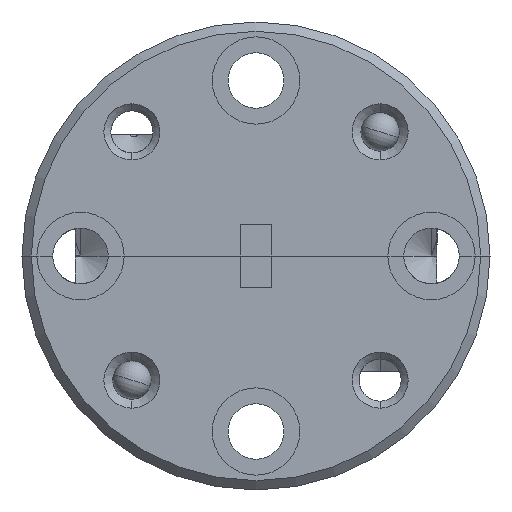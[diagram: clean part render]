
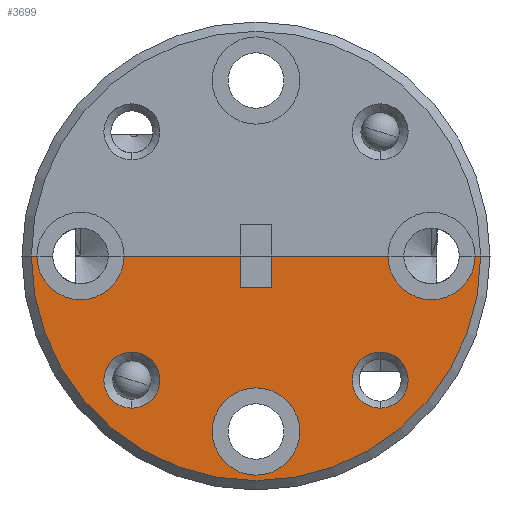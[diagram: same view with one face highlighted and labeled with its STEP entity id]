
A CAD part, left-side view. The second image highlights one B-rep face of the part: STEP entity #3699.
In plain terms, the highlighted planar face has unit normal (-1, 0, 0).
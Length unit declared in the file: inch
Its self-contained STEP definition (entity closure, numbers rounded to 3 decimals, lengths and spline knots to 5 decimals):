
#132 = LINE ( 'NONE', #12452, #10370 ) ;
#171 = DIRECTION ( 'NONE',  ( -1., 0., 0. ) ) ;
#423 = CARTESIAN_POINT ( 'NONE',  ( -0.375, -0.07, -0.28125 ) ) ;
#628 = EDGE_CURVE ( 'NONE', #4046, #15574, #1435, .T. ) ;
#677 = FACE_BOUND ( 'NONE', #7909, .T. ) ;
#725 = ORIENTED_EDGE ( 'NONE', *, *, #6596, .F. ) ;
#731 = ORIENTED_EDGE ( 'NONE', *, *, #3476, .F. ) ;
#991 = AXIS2_PLACEMENT_3D ( 'NONE', #6458, #171, #7498 ) ;
#1060 = VERTEX_POINT ( 'NONE', #8449 ) ;
#1070 = CARTESIAN_POINT ( 'NONE',  ( -0.375, 0.19887, -0.15387 ) ) ;
#1358 = VECTOR ( 'NONE', #6920, 39.37008 ) ;
#1435 = CIRCLE ( 'NONE', #15057, 0.07 ) ;
#1508 = EDGE_CURVE ( 'NONE', #7584, #15346, #1981, .T. ) ;
#1606 = CARTESIAN_POINT ( 'NONE',  ( -0.375, 0.19887, -0.24387 ) ) ;
#1731 = CARTESIAN_POINT ( 'NONE',  ( -0.375, -0.28125, 0. ) ) ;
#1888 = EDGE_CURVE ( 'NONE', #4840, #11477, #4823, .T. ) ;
#1981 = CIRCLE ( 'NONE', #10211, 0.045 ) ;
#2227 = CARTESIAN_POINT ( 'NONE',  ( -0.375, 0., 0. ) ) ;
#2252 = ORIENTED_EDGE ( 'NONE', *, *, #10619, .T. ) ;
#2674 = VECTOR ( 'NONE', #5877, 39.37008 ) ;
#2726 = DIRECTION ( 'NONE',  ( 0., 0., 1. ) ) ;
#2963 = ORIENTED_EDGE ( 'NONE', *, *, #9056, .F. ) ;
#3260 = FACE_BOUND ( 'NONE', #14400, .T. ) ;
#3351 = CARTESIAN_POINT ( 'NONE',  ( -0.375, -0.025, -0.05 ) ) ;
#3374 = DIRECTION ( 'NONE',  ( -1., 0., 0. ) ) ;
#3476 = EDGE_CURVE ( 'NONE', #14280, #5329, #9030, .T. ) ;
#3622 = ORIENTED_EDGE ( 'NONE', *, *, #15688, .F. ) ;
#3699 = ADVANCED_FACE ( 'NONE', ( #677, #3260, #12840, #6804 ), #13005, .T. ) ;
#3731 = CARTESIAN_POINT ( 'NONE',  ( -0.375, -0.19887, -0.24387 ) ) ;
#3832 = DIRECTION ( 'NONE',  ( 0., -1., 0. ) ) ;
#4046 = VERTEX_POINT ( 'NONE', #423 ) ;
#4234 = DIRECTION ( 'NONE',  ( -1., 0., 0. ) ) ;
#4237 = AXIS2_PLACEMENT_3D ( 'NONE', #8857, #6353, #2726 ) ;
#4296 = AXIS2_PLACEMENT_3D ( 'NONE', #8560, #6219, #11370 ) ;
#4353 = CARTESIAN_POINT ( 'NONE',  ( -0.375, 0.07, -0.28125 ) ) ;
#4378 = ORIENTED_EDGE ( 'NONE', *, *, #15326, .F. ) ;
#4513 = CARTESIAN_POINT ( 'NONE',  ( -0.375, -0.21125, 0. ) ) ;
#4744 = CARTESIAN_POINT ( 'NONE',  ( -0.375, -0.36, 0. ) ) ;
#4823 = CIRCLE ( 'NONE', #11502, 0.07 ) ;
#4840 = VERTEX_POINT ( 'NONE', #12882 ) ;
#5011 = ORIENTED_EDGE ( 'NONE', *, *, #9824, .F. ) ;
#5313 = CIRCLE ( 'NONE', #4296, 0.045 ) ;
#5329 = VERTEX_POINT ( 'NONE', #6979 ) ;
#5557 = EDGE_LOOP ( 'NONE', ( #11015, #8578 ) ) ;
#5612 = CIRCLE ( 'NONE', #991, 0.045 ) ;
#5619 = CARTESIAN_POINT ( 'NONE',  ( -0.375, 0., -0.28125 ) ) ;
#5763 = DIRECTION ( 'NONE',  ( -1., 0., 0. ) ) ;
#5877 = DIRECTION ( 'NONE',  ( 0., 0., 1. ) ) ;
#5946 = DIRECTION ( 'NONE',  ( 0., -1., 0. ) ) ;
#6104 = CARTESIAN_POINT ( 'NONE',  ( -0.375, 0.025, 0. ) ) ;
#6219 = DIRECTION ( 'NONE',  ( -1., 0., 0. ) ) ;
#6247 = VERTEX_POINT ( 'NONE', #1606 ) ;
#6353 = DIRECTION ( 'NONE',  ( -1., 0., 0. ) ) ;
#6458 = CARTESIAN_POINT ( 'NONE',  ( -0.375, -0.19887, -0.19887 ) ) ;
#6516 = DIRECTION ( 'NONE',  ( 0., -1., 0. ) ) ;
#6596 = EDGE_CURVE ( 'NONE', #1060, #4840, #7813, .T. ) ;
#6715 = ORIENTED_EDGE ( 'NONE', *, *, #14566, .F. ) ;
#6776 = ORIENTED_EDGE ( 'NONE', *, *, #14939, .F. ) ;
#6804 = FACE_OUTER_BOUND ( 'NONE', #8088, .T. ) ;
#6920 = DIRECTION ( 'NONE',  ( 0., 0., 1. ) ) ;
#6979 = CARTESIAN_POINT ( 'NONE',  ( -0.375, -0.35125, 0. ) ) ;
#7008 = CARTESIAN_POINT ( 'NONE',  ( -0.375, 0.025, -0.05 ) ) ;
#7046 = AXIS2_PLACEMENT_3D ( 'NONE', #2227, #5763, #8343 ) ;
#7307 = CARTESIAN_POINT ( 'NONE',  ( -0.375, 0.28125, 0. ) ) ;
#7498 = DIRECTION ( 'NONE',  ( 0., 0., 1. ) ) ;
#7584 = VERTEX_POINT ( 'NONE', #10345 ) ;
#7591 = DIRECTION ( 'NONE',  ( -1., 0., 0. ) ) ;
#7600 = CARTESIAN_POINT ( 'NONE',  ( -0.375, 0.4, 0. ) ) ;
#7813 = LINE ( 'NONE', #11453, #8019 ) ;
#7909 = EDGE_LOOP ( 'NONE', ( #12497, #6776 ) ) ;
#7949 = CARTESIAN_POINT ( 'NONE',  ( -0.375, 0.4, 0. ) ) ;
#8019 = VECTOR ( 'NONE', #14016, 39.37008 ) ;
#8044 = LINE ( 'NONE', #14499, #1358 ) ;
#8088 = EDGE_LOOP ( 'NONE', ( #725, #2252, #3622, #731, #5011, #2963, #6715, #11633, #9885, #12760 ) ) ;
#8152 = VECTOR ( 'NONE', #15582, 39.37008 ) ;
#8343 = DIRECTION ( 'NONE',  ( 0., -1., 0. ) ) ;
#8355 = CIRCLE ( 'NONE', #4237, 0.045 ) ;
#8449 = CARTESIAN_POINT ( 'NONE',  ( -0.375, 0.36, 0. ) ) ;
#8495 = VERTEX_POINT ( 'NONE', #1070 ) ;
#8560 = CARTESIAN_POINT ( 'NONE',  ( -0.375, 0.19887, -0.19887 ) ) ;
#8578 = ORIENTED_EDGE ( 'NONE', *, *, #13826, .F. ) ;
#8857 = CARTESIAN_POINT ( 'NONE',  ( -0.375, 0.19887, -0.19887 ) ) ;
#9002 = EDGE_CURVE ( 'NONE', #9609, #10257, #10800, .T. ) ;
#9030 = CIRCLE ( 'NONE', #9289, 0.07 ) ;
#9044 = DIRECTION ( 'NONE',  ( 0., 0., 1. ) ) ;
#9056 = EDGE_CURVE ( 'NONE', #11144, #9240, #8044, .T. ) ;
#9146 = DIRECTION ( 'NONE',  ( 0., -1., 0. ) ) ;
#9240 = VERTEX_POINT ( 'NONE', #9752 ) ;
#9289 = AXIS2_PLACEMENT_3D ( 'NONE', #1731, #11252, #12762 ) ;
#9576 = CARTESIAN_POINT ( 'NONE',  ( -0.375, 0.025, -0.05 ) ) ;
#9609 = VERTEX_POINT ( 'NONE', #9576 ) ;
#9752 = CARTESIAN_POINT ( 'NONE',  ( -0.375, -0.025, 0. ) ) ;
#9824 = EDGE_CURVE ( 'NONE', #9240, #14280, #132, .T. ) ;
#9885 = ORIENTED_EDGE ( 'NONE', *, *, #14881, .F. ) ;
#10180 = CARTESIAN_POINT ( 'NONE',  ( -0.375, 0., -0.28125 ) ) ;
#10183 = VERTEX_POINT ( 'NONE', #4744 ) ;
#10211 = AXIS2_PLACEMENT_3D ( 'NONE', #13867, #7591, #9044 ) ;
#10257 = VERTEX_POINT ( 'NONE', #6104 ) ;
#10345 = CARTESIAN_POINT ( 'NONE',  ( -0.375, -0.19887, -0.15387 ) ) ;
#10370 = VECTOR ( 'NONE', #5946, 39.37008 ) ;
#10498 = CARTESIAN_POINT ( 'NONE',  ( -0.375, -0.025, -0.05 ) ) ;
#10619 = EDGE_CURVE ( 'NONE', #1060, #10183, #10920, .T. ) ;
#10800 = LINE ( 'NONE', #7008, #2674 ) ;
#10920 = CIRCLE ( 'NONE', #7046, 0.36 ) ;
#11015 = ORIENTED_EDGE ( 'NONE', *, *, #11350, .F. ) ;
#11144 = VERTEX_POINT ( 'NONE', #10498 ) ;
#11252 = DIRECTION ( 'NONE',  ( -1., 0., 0. ) ) ;
#11350 = EDGE_CURVE ( 'NONE', #8495, #6247, #8355, .T. ) ;
#11370 = DIRECTION ( 'NONE',  ( 0., 0., 1. ) ) ;
#11453 = CARTESIAN_POINT ( 'NONE',  ( -0.375, 0.4, 0. ) ) ;
#11468 = DIRECTION ( 'NONE',  ( -1., 0., 0. ) ) ;
#11477 = VERTEX_POINT ( 'NONE', #11584 ) ;
#11502 = AXIS2_PLACEMENT_3D ( 'NONE', #7307, #12217, #3832 ) ;
#11584 = CARTESIAN_POINT ( 'NONE',  ( -0.375, 0.21125, 0. ) ) ;
#11633 = ORIENTED_EDGE ( 'NONE', *, *, #9002, .T. ) ;
#11743 = DIRECTION ( 'NONE',  ( 0., -1., 0. ) ) ;
#11819 = AXIS2_PLACEMENT_3D ( 'NONE', #15256, #4234, #9146 ) ;
#12016 = ORIENTED_EDGE ( 'NONE', *, *, #1508, .F. ) ;
#12217 = DIRECTION ( 'NONE',  ( -1., 0., 0. ) ) ;
#12358 = DIRECTION ( 'NONE',  ( 0., -1., 0. ) ) ;
#12438 = LINE ( 'NONE', #7600, #13065 ) ;
#12452 = CARTESIAN_POINT ( 'NONE',  ( -0.375, 0.4, 0. ) ) ;
#12497 = ORIENTED_EDGE ( 'NONE', *, *, #628, .F. ) ;
#12760 = ORIENTED_EDGE ( 'NONE', *, *, #1888, .F. ) ;
#12762 = DIRECTION ( 'NONE',  ( 0., -1., 0. ) ) ;
#12796 = CIRCLE ( 'NONE', #14861, 0.07 ) ;
#12840 = FACE_BOUND ( 'NONE', #5557, .T. ) ;
#12882 = CARTESIAN_POINT ( 'NONE',  ( -0.375, 0.35125, 0. ) ) ;
#13005 = PLANE ( 'NONE',  #11819 ) ;
#13065 = VECTOR ( 'NONE', #12358, 39.37008 ) ;
#13078 = VECTOR ( 'NONE', #6516, 39.37008 ) ;
#13826 = EDGE_CURVE ( 'NONE', #6247, #8495, #5313, .T. ) ;
#13867 = CARTESIAN_POINT ( 'NONE',  ( -0.375, -0.19887, -0.19887 ) ) ;
#14016 = DIRECTION ( 'NONE',  ( 0., -1., 0. ) ) ;
#14073 = LINE ( 'NONE', #7949, #13078 ) ;
#14280 = VERTEX_POINT ( 'NONE', #4513 ) ;
#14400 = EDGE_LOOP ( 'NONE', ( #12016, #4378 ) ) ;
#14499 = CARTESIAN_POINT ( 'NONE',  ( -0.375, -0.025, -0.05 ) ) ;
#14566 = EDGE_CURVE ( 'NONE', #9609, #11144, #15340, .T. ) ;
#14854 = DIRECTION ( 'NONE',  ( 0., -1., 0. ) ) ;
#14861 = AXIS2_PLACEMENT_3D ( 'NONE', #10180, #11468, #14854 ) ;
#14881 = EDGE_CURVE ( 'NONE', #11477, #10257, #12438, .T. ) ;
#14939 = EDGE_CURVE ( 'NONE', #15574, #4046, #12796, .T. ) ;
#15057 = AXIS2_PLACEMENT_3D ( 'NONE', #5619, #3374, #11743 ) ;
#15256 = CARTESIAN_POINT ( 'NONE',  ( -0.375, 0.4, -0.4 ) ) ;
#15326 = EDGE_CURVE ( 'NONE', #15346, #7584, #5612, .T. ) ;
#15340 = LINE ( 'NONE', #3351, #8152 ) ;
#15346 = VERTEX_POINT ( 'NONE', #3731 ) ;
#15574 = VERTEX_POINT ( 'NONE', #4353 ) ;
#15582 = DIRECTION ( 'NONE',  ( 0., -1., 0. ) ) ;
#15688 = EDGE_CURVE ( 'NONE', #5329, #10183, #14073, .T. ) ;
